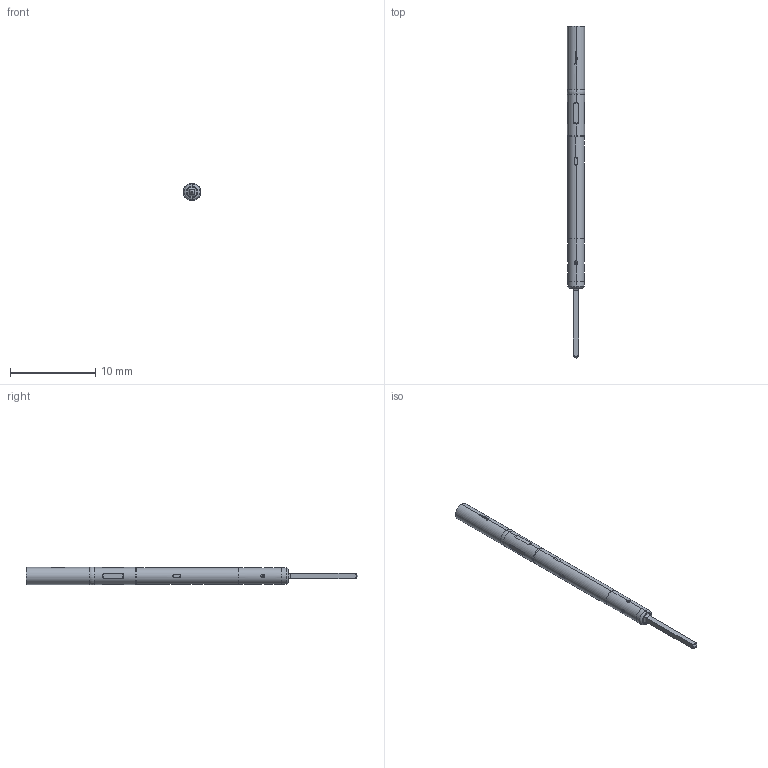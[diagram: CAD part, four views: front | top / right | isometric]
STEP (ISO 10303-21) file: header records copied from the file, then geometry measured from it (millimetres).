
FILE_DESCRIPTION (( 'STEP AP203' ), '1' );
FILE_NAME ('INGUN_KS-112_47_G8.STEP', '2022-02-09T05:15:53', ( 'ochi' ), ( '' ), 'SwSTEP 2.0', 'SolidWorks 2018', '' );
FILE_SCHEMA (( 'CONFIG_CONTROL_DESIGN' ));
Length unit declared in the file: millimetre
Products named in the file (1): INGUN_KS-112_47_G8
Bounding box: 2.06 x 39 x 2.08 mm (x, y, z)
Volume: 96.3 mm3; surface area: 215 mm2
Topology: 1 solids, 1 shells, 152 faces, 401 edges, 260 vertices
Faces by surface type: cylinder 58, plane 56, bspline 22, sphere 8, cone 4, torus 4
Entity records: 5432 total; most frequent: CARTESIAN_POINT 1844, ORIENTED_EDGE 802, DIRECTION 633, EDGE_CURVE 401, VERTEX_POINT 260, AXIS2_PLACEMENT_3D 245, EDGE_LOOP 161, ADVANCED_FACE 152
